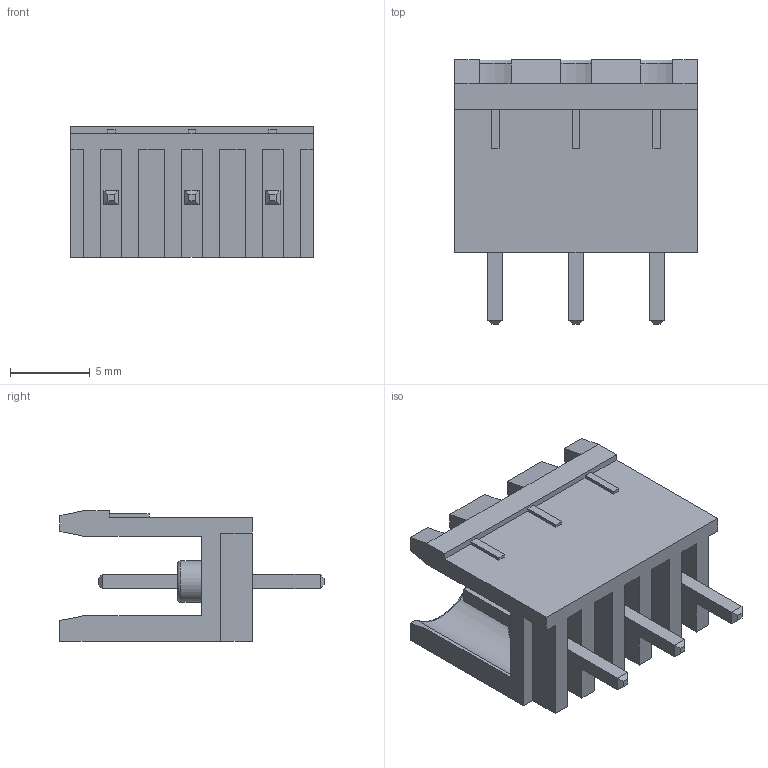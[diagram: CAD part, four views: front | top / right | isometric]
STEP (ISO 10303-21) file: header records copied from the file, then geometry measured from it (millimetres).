
FILE_DESCRIPTION (( 'STEP AP214' ), '1' );
FILE_NAME ('9CD531CB-5A70-4674-BB4F-B650CDD1AF6A.STEP', '2025-06-23T21:05:25', ( '' ), ( '' ), 'SwSTEP 2.0', 'SolidWorks 2022', '' );
FILE_SCHEMA (( 'AUTOMOTIVE_DESIGN' ));
Length unit declared in the file: millimetre
Products named in the file (1): 9CD531CB-5A70-4674-BB4F-B650CDD1AF6A
Bounding box: 15.24 x 16.6 x 8.2 mm (x, y, z)
Volume: 609.3 mm3; surface area: 1286.2 mm2
Topology: 1 solids, 1 shells, 152 faces, 381 edges, 240 vertices
Faces by surface type: plane 134, torus 9, cylinder 9
Entity records: 5080 total; most frequent: CARTESIAN_POINT 834, ORIENTED_EDGE 762, DIRECTION 708, EDGE_CURVE 381, VECTOR 336, LINE 336, VERTEX_POINT 240, AXIS2_PLACEMENT_3D 186
